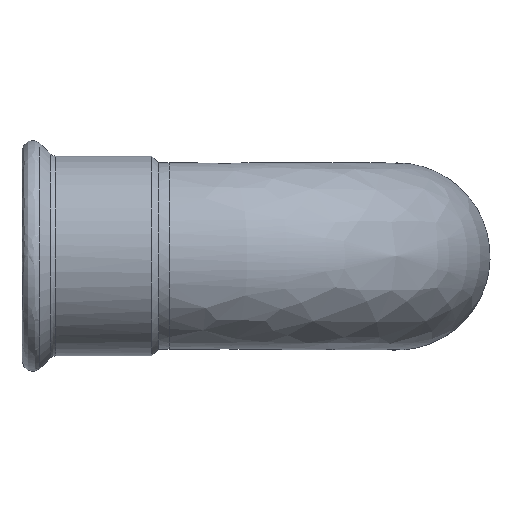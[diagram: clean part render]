
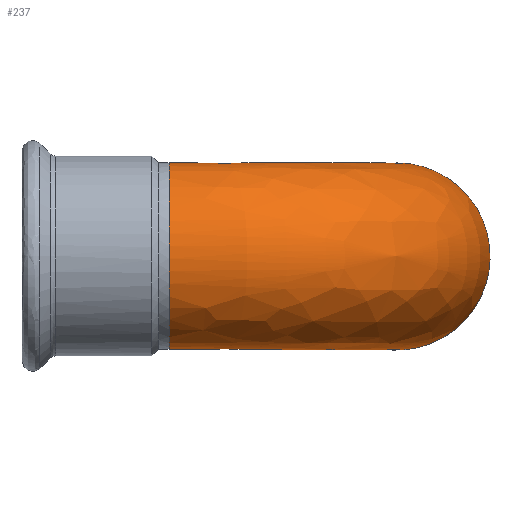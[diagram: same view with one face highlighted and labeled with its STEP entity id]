
A CAD part, top view. The second image highlights one B-rep face of the part: STEP entity #237.
In plain terms, the highlighted free-form (B-spline) face has degree [2, 2] with [9, 3] control points.
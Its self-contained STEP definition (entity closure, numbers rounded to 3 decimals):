
#200 = VERTEX_POINT('',#201);
#201 = CARTESIAN_POINT('',(80.3,0.,-65.));
#206 = EDGE_CURVE('',#200,#200,#207,.T.);
#207 = ( BOUNDED_CURVE() B_SPLINE_CURVE(2,(#208,#209,#210,#211,#212,#213
,#214,#215,#216),.UNSPECIFIED.,.T.,.F.) B_SPLINE_CURVE_WITH_KNOTS((3,2,2
    ,2,3),(-3.142,-1.571,0.,1.571,
3.142),.UNSPECIFIED.) CURVE() GEOMETRIC_REPRESENTATION_ITEM() 
RATIONAL_B_SPLINE_CURVE((1.,0.707,1.,0.707,1.,
0.707,1.,0.707,1.)) REPRESENTATION_ITEM('') );
#208 = CARTESIAN_POINT('',(80.3,0.,-65.));
#209 = CARTESIAN_POINT('',(80.3,-26.7,-65.));
#210 = CARTESIAN_POINT('',(107.,-26.7,-65.));
#211 = CARTESIAN_POINT('',(133.7,-26.7,-65.));
#212 = CARTESIAN_POINT('',(133.7,0.,-65.));
#213 = CARTESIAN_POINT('',(133.7,26.7,-65.));
#214 = CARTESIAN_POINT('',(107.,26.7,-65.));
#215 = CARTESIAN_POINT('',(80.3,26.7,-65.));
#216 = CARTESIAN_POINT('',(80.3,0.,-65.));
#237 = ADVANCED_FACE('',(#238),#262,.T.);
#238 = FACE_BOUND('',#239,.T.);
#239 = EDGE_LOOP('',(#240,#241,#249,#261));
#240 = ORIENTED_EDGE('',*,*,#206,.T.);
#241 = ORIENTED_EDGE('',*,*,#242,.T.);
#242 = EDGE_CURVE('',#200,#243,#245,.T.);
#243 = VERTEX_POINT('',#244);
#244 = CARTESIAN_POINT('',(42.,0.,-26.7));
#245 = ( BOUNDED_CURVE() B_SPLINE_CURVE(2,(#246,#247,#248),
.UNSPECIFIED.,.F.,.F.) B_SPLINE_CURVE_WITH_KNOTS((3,3),(-1.571,
0.),.PIECEWISE_BEZIER_KNOTS.) CURVE() 
GEOMETRIC_REPRESENTATION_ITEM() RATIONAL_B_SPLINE_CURVE((1.,
0.707,1.)) REPRESENTATION_ITEM('') );
#246 = CARTESIAN_POINT('',(80.3,0.,-65.));
#247 = CARTESIAN_POINT('',(80.3,0.,-26.7));
#248 = CARTESIAN_POINT('',(42.,0.,-26.7));
#249 = ORIENTED_EDGE('',*,*,#250,.F.);
#250 = EDGE_CURVE('',#243,#243,#251,.T.);
#251 = ( BOUNDED_CURVE() B_SPLINE_CURVE(2,(#252,#253,#254,#255,#256,#257
,#258,#259,#260),.UNSPECIFIED.,.T.,.F.) B_SPLINE_CURVE_WITH_KNOTS((3,2,2
    ,2,3),(-3.142,-1.571,0.,1.571,
3.142),.UNSPECIFIED.) CURVE() GEOMETRIC_REPRESENTATION_ITEM() 
RATIONAL_B_SPLINE_CURVE((1.,0.707,1.,0.707,1.,
0.707,1.,0.707,1.)) REPRESENTATION_ITEM('') );
#252 = CARTESIAN_POINT('',(42.,0.,-26.7));
#253 = CARTESIAN_POINT('',(42.,-26.7,-26.7));
#254 = CARTESIAN_POINT('',(42.,-26.7,0.));
#255 = CARTESIAN_POINT('',(42.,-26.7,26.7));
#256 = CARTESIAN_POINT('',(42.,0.,26.7));
#257 = CARTESIAN_POINT('',(42.,26.7,26.7));
#258 = CARTESIAN_POINT('',(42.,26.7,0.));
#259 = CARTESIAN_POINT('',(42.,26.7,-26.7));
#260 = CARTESIAN_POINT('',(42.,0.,-26.7));
#261 = ORIENTED_EDGE('',*,*,#242,.F.);
#262 = ( BOUNDED_SURFACE() B_SPLINE_SURFACE(2,2,(
    (#263,#264,#265)
    ,(#266,#267,#268)
    ,(#269,#270,#271)
    ,(#272,#273,#274)
    ,(#275,#276,#277)
    ,(#278,#279,#280)
    ,(#281,#282,#283)
    ,(#284,#285,#286)
    ,(#287,#288,#289
)),.UNSPECIFIED.,.T.,.F.,.F.) B_SPLINE_SURFACE_WITH_KNOTS((1,2,2,2,2,2,1
    ),(3,3),(-4.712,-3.142,-1.571,0.,
    1.571,3.142,4.712),(0.,
1.571),.UNSPECIFIED.) GEOMETRIC_REPRESENTATION_ITEM() 
RATIONAL_B_SPLINE_SURFACE((
    (1.,0.707,1.)
    ,(0.707,0.5,0.707)
    ,(1.,0.707,1.)
    ,(0.707,0.5,0.707)
    ,(1.,0.707,1.)
    ,(0.707,0.5,0.707)
    ,(1.,0.707,1.)
    ,(0.707,0.5,0.707)
,(1.,0.707,1.))) REPRESENTATION_ITEM('') SURFACE() );
#263 = CARTESIAN_POINT('',(42.,0.,-26.7));
#264 = CARTESIAN_POINT('',(80.3,0.,-26.7));
#265 = CARTESIAN_POINT('',(80.3,0.,-65.));
#266 = CARTESIAN_POINT('',(42.,26.7,-26.7));
#267 = CARTESIAN_POINT('',(80.3,26.7,-26.7));
#268 = CARTESIAN_POINT('',(80.3,26.7,-65.));
#269 = CARTESIAN_POINT('',(42.,26.7,0.));
#270 = CARTESIAN_POINT('',(107.,26.7,0.));
#271 = CARTESIAN_POINT('',(107.,26.7,-65.));
#272 = CARTESIAN_POINT('',(42.,26.7,26.7));
#273 = CARTESIAN_POINT('',(133.7,26.7,26.7));
#274 = CARTESIAN_POINT('',(133.7,26.7,-65.));
#275 = CARTESIAN_POINT('',(42.,0.,26.7));
#276 = CARTESIAN_POINT('',(133.7,0.,26.7));
#277 = CARTESIAN_POINT('',(133.7,0.,-65.));
#278 = CARTESIAN_POINT('',(42.,-26.7,26.7));
#279 = CARTESIAN_POINT('',(133.7,-26.7,26.7));
#280 = CARTESIAN_POINT('',(133.7,-26.7,-65.));
#281 = CARTESIAN_POINT('',(42.,-26.7,0.));
#282 = CARTESIAN_POINT('',(107.,-26.7,0.));
#283 = CARTESIAN_POINT('',(107.,-26.7,-65.));
#284 = CARTESIAN_POINT('',(42.,-26.7,-26.7));
#285 = CARTESIAN_POINT('',(80.3,-26.7,-26.7));
#286 = CARTESIAN_POINT('',(80.3,-26.7,-65.));
#287 = CARTESIAN_POINT('',(42.,0.,-26.7));
#288 = CARTESIAN_POINT('',(80.3,0.,-26.7));
#289 = CARTESIAN_POINT('',(80.3,0.,-65.));
